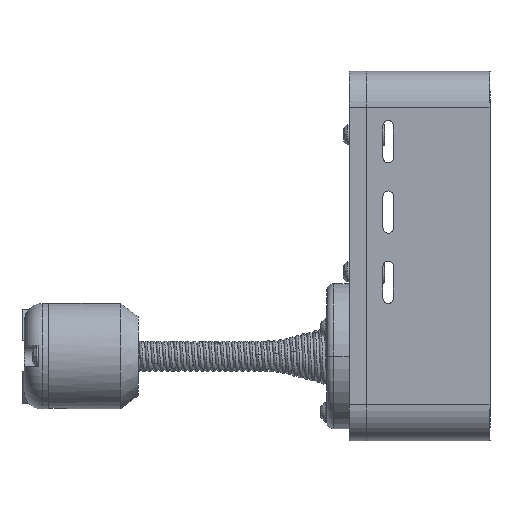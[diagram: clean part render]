
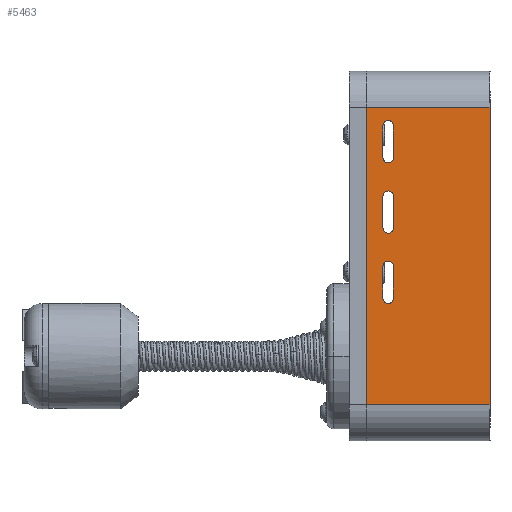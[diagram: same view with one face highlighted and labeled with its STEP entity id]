
A CAD part, left-side view. The second image highlights one B-rep face of the part: STEP entity #5463.
In plain terms, the highlighted planar face has unit normal (-1, 0, 0).
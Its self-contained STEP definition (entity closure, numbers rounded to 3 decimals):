
#54=DIRECTION('',(0.,0.,1.));
#55=VECTOR('',#54,84.68);
#56=CARTESIAN_POINT('',(-34.925,0.,-94.84));
#57=LINE('',#56,#55);
#498=DIRECTION('',(0.,0.,1.));
#499=VECTOR('',#498,84.68);
#500=CARTESIAN_POINT('',(-34.925,35.,-94.84));
#501=LINE('',#500,#499);
#1032=DIRECTION('',(0.,-1.,0.));
#1033=VECTOR('',#1032,35.);
#1034=CARTESIAN_POINT('',(-34.925,35.,-10.16));
#1035=LINE('',#1034,#1033);
#1039=DIRECTION('',(0.,-1.,0.));
#1040=VECTOR('',#1039,35.);
#1041=CARTESIAN_POINT('',(-34.925,35.,-94.84));
#1042=LINE('',#1041,#1040);
#1046=CARTESIAN_POINT('',(-34.925,28.95,-15.5));
#1047=DIRECTION('',(1.,0.,0.));
#1048=DIRECTION('',(0.,1.,0.));
#1049=AXIS2_PLACEMENT_3D('',#1046,#1047,#1048);
#1054=DIRECTION('',(0.,0.,1.));
#1055=VECTOR('',#1054,9.);
#1056=CARTESIAN_POINT('',(-34.925,30.45,-24.5));
#1057=LINE('',#1056,#1055);
#1061=CARTESIAN_POINT('',(-34.925,28.95,-24.5));
#1062=DIRECTION('',(1.,0.,0.));
#1063=DIRECTION('',(0.,-1.,0.));
#1064=AXIS2_PLACEMENT_3D('',#1061,#1062,#1063);
#1069=DIRECTION('',(0.,0.,-1.));
#1070=VECTOR('',#1069,9.);
#1071=CARTESIAN_POINT('',(-34.925,27.45,-15.5));
#1072=LINE('',#1071,#1070);
#1076=CARTESIAN_POINT('',(-34.925,28.95,-35.5));
#1077=DIRECTION('',(1.,0.,0.));
#1078=DIRECTION('',(0.,1.,0.));
#1079=AXIS2_PLACEMENT_3D('',#1076,#1077,#1078);
#1084=DIRECTION('',(0.,0.,1.));
#1085=VECTOR('',#1084,9.);
#1086=CARTESIAN_POINT('',(-34.925,30.45,-44.5));
#1087=LINE('',#1086,#1085);
#1091=CARTESIAN_POINT('',(-34.925,28.95,-44.5));
#1092=DIRECTION('',(1.,0.,0.));
#1093=DIRECTION('',(0.,-1.,0.));
#1094=AXIS2_PLACEMENT_3D('',#1091,#1092,#1093);
#1099=DIRECTION('',(0.,0.,-1.));
#1100=VECTOR('',#1099,9.);
#1101=CARTESIAN_POINT('',(-34.925,27.45,-35.5));
#1102=LINE('',#1101,#1100);
#1106=CARTESIAN_POINT('',(-34.925,28.95,-55.5));
#1107=DIRECTION('',(1.,0.,0.));
#1108=DIRECTION('',(0.,1.,0.));
#1109=AXIS2_PLACEMENT_3D('',#1106,#1107,#1108);
#1114=DIRECTION('',(0.,0.,1.));
#1115=VECTOR('',#1114,9.);
#1116=CARTESIAN_POINT('',(-34.925,30.45,-64.5));
#1117=LINE('',#1116,#1115);
#1121=CARTESIAN_POINT('',(-34.925,28.95,-64.5));
#1122=DIRECTION('',(1.,0.,0.));
#1123=DIRECTION('',(0.,-1.,0.));
#1124=AXIS2_PLACEMENT_3D('',#1121,#1122,#1123);
#1129=DIRECTION('',(0.,0.,-1.));
#1130=VECTOR('',#1129,9.);
#1131=CARTESIAN_POINT('',(-34.925,27.45,-55.5));
#1132=LINE('',#1131,#1130);
#4311=CARTESIAN_POINT('',(-34.925,35.,-10.16));
#4313=VERTEX_POINT('',#4311);
#4317=CARTESIAN_POINT('',(-34.925,0.,-10.16));
#4318=VERTEX_POINT('',#4317);
#4336=CARTESIAN_POINT('',(-34.925,35.,-94.84));
#4338=VERTEX_POINT('',#4336);
#4339=CARTESIAN_POINT('',(-34.925,0.,-94.84));
#4340=VERTEX_POINT('',#4339);
#4840=CARTESIAN_POINT('',(-34.925,30.45,-15.5));
#4841=CARTESIAN_POINT('',(-34.925,27.45,-15.5));
#4842=VERTEX_POINT('',#4840);
#4843=VERTEX_POINT('',#4841);
#4844=CARTESIAN_POINT('',(-34.925,27.45,-24.5));
#4845=VERTEX_POINT('',#4844);
#4846=CARTESIAN_POINT('',(-34.925,30.45,-24.5));
#4847=VERTEX_POINT('',#4846);
#4872=CARTESIAN_POINT('',(-34.925,30.45,-35.5));
#4873=CARTESIAN_POINT('',(-34.925,27.45,-35.5));
#4874=VERTEX_POINT('',#4872);
#4875=VERTEX_POINT('',#4873);
#4876=CARTESIAN_POINT('',(-34.925,27.45,-44.5));
#4877=VERTEX_POINT('',#4876);
#4878=CARTESIAN_POINT('',(-34.925,30.45,-44.5));
#4879=VERTEX_POINT('',#4878);
#4904=CARTESIAN_POINT('',(-34.925,30.45,-55.5));
#4905=CARTESIAN_POINT('',(-34.925,27.45,-55.5));
#4906=VERTEX_POINT('',#4904);
#4907=VERTEX_POINT('',#4905);
#4908=CARTESIAN_POINT('',(-34.925,27.45,-64.5));
#4909=VERTEX_POINT('',#4908);
#4910=CARTESIAN_POINT('',(-34.925,30.45,-64.5));
#4911=VERTEX_POINT('',#4910);
#5421=CARTESIAN_POINT('',(-34.925,0.,-105.));
#5422=DIRECTION('',(-1.,0.,0.));
#5423=DIRECTION('',(0.,0.,1.));
#5424=AXIS2_PLACEMENT_3D('',#5421,#5422,#5423);
#5425=PLANE('',#5424);
#5426=ORIENTED_EDGE('',*,*,#5416,.T.);
#5427=ORIENTED_EDGE('',*,*,#4983,.F.);
#5429=ORIENTED_EDGE('',*,*,#5428,.F.);
#5430=ORIENTED_EDGE('',*,*,#5145,.T.);
#5431=EDGE_LOOP('',(#5426,#5427,#5429,#5430));
#5432=FACE_OUTER_BOUND('',#5431,.F.);
#5434=ORIENTED_EDGE('',*,*,#5433,.F.);
#5436=ORIENTED_EDGE('',*,*,#5435,.F.);
#5438=ORIENTED_EDGE('',*,*,#5437,.F.);
#5440=ORIENTED_EDGE('',*,*,#5439,.F.);
#5441=EDGE_LOOP('',(#5434,#5436,#5438,#5440));
#5442=FACE_BOUND('',#5441,.F.);
#5444=ORIENTED_EDGE('',*,*,#5443,.F.);
#5446=ORIENTED_EDGE('',*,*,#5445,.F.);
#5448=ORIENTED_EDGE('',*,*,#5447,.F.);
#5450=ORIENTED_EDGE('',*,*,#5449,.F.);
#5451=EDGE_LOOP('',(#5444,#5446,#5448,#5450));
#5452=FACE_BOUND('',#5451,.F.);
#5454=ORIENTED_EDGE('',*,*,#5453,.F.);
#5456=ORIENTED_EDGE('',*,*,#5455,.F.);
#5458=ORIENTED_EDGE('',*,*,#5457,.F.);
#5460=ORIENTED_EDGE('',*,*,#5459,.F.);
#5461=EDGE_LOOP('',(#5454,#5456,#5458,#5460));
#5462=FACE_BOUND('',#5461,.F.);
#5463=ADVANCED_FACE('',(#5432,#5442,#5452,#5462),#5425,.T.);
#1050=CIRCLE('',#1049,1.5);
#1065=CIRCLE('',#1064,1.5);
#1080=CIRCLE('',#1079,1.5);
#1095=CIRCLE('',#1094,1.5);
#1110=CIRCLE('',#1109,1.5);
#1125=CIRCLE('',#1124,1.5);
#4983=EDGE_CURVE('',#4340,#4318,#57,.T.);
#5145=EDGE_CURVE('',#4338,#4313,#501,.T.);
#5416=EDGE_CURVE('',#4313,#4318,#1035,.T.);
#5428=EDGE_CURVE('',#4338,#4340,#1042,.T.);
#5433=EDGE_CURVE('',#4842,#4843,#1050,.T.);
#5435=EDGE_CURVE('',#4847,#4842,#1057,.T.);
#5437=EDGE_CURVE('',#4845,#4847,#1065,.T.);
#5439=EDGE_CURVE('',#4843,#4845,#1072,.T.);
#5443=EDGE_CURVE('',#4874,#4875,#1080,.T.);
#5445=EDGE_CURVE('',#4879,#4874,#1087,.T.);
#5447=EDGE_CURVE('',#4877,#4879,#1095,.T.);
#5449=EDGE_CURVE('',#4875,#4877,#1102,.T.);
#5453=EDGE_CURVE('',#4906,#4907,#1110,.T.);
#5455=EDGE_CURVE('',#4911,#4906,#1117,.T.);
#5457=EDGE_CURVE('',#4909,#4911,#1125,.T.);
#5459=EDGE_CURVE('',#4907,#4909,#1132,.T.);
